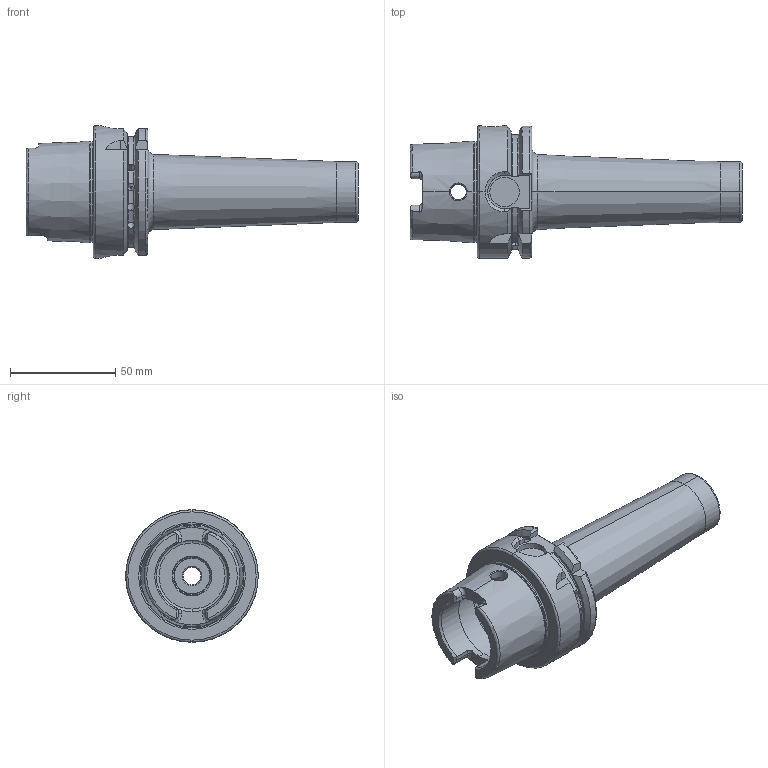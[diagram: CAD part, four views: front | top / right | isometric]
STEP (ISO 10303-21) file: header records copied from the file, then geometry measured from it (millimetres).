
FILE_DESCRIPTION (( 'STEP AP203' ), '1' );
FILE_NAME ('A63.06.16.3.STEP', '2016-10-11T00:56:07', ( '' ), ( '' ), 'SwSTEP 2.0', 'SolidWorks 2012', '' );
FILE_SCHEMA (( 'CONFIG_CONTROL_DESIGN' ));
Length unit declared in the file: millimetre
Products named in the file (1): A63.06.16.3
Bounding box: 158 x 63 x 63 mm (x, y, z)
Volume: 150808.9 mm3; surface area: 37263.8 mm2
Topology: 1 solids, 1 shells, 244 faces, 652 edges, 406 vertices
Faces by surface type: cylinder 98, plane 60, cone 35, torus 35, bspline 16
Entity records: 19028 total; most frequent: CARTESIAN_POINT 13407, ORIENTED_EDGE 1284, DIRECTION 1033, EDGE_CURVE 642, AXIS2_PLACEMENT_3D 412, VERTEX_POINT 406, EDGE_LOOP 256, ADVANCED_FACE 244
